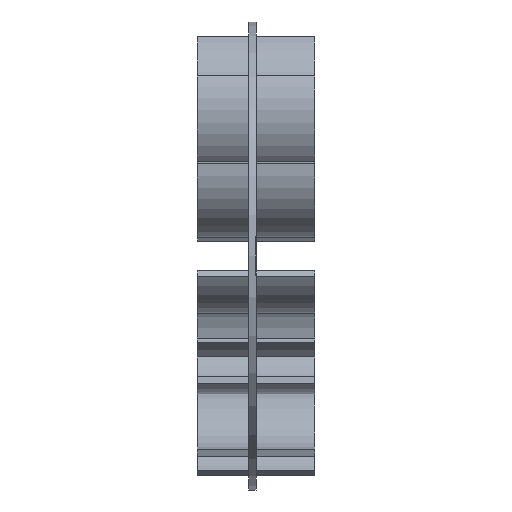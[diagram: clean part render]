
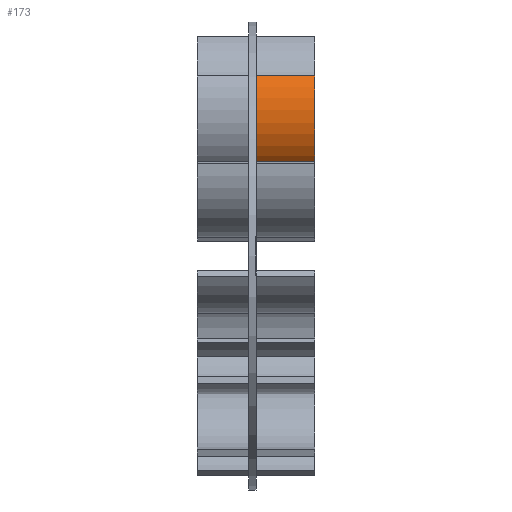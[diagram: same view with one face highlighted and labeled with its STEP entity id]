
A CAD part, left-side view. The second image highlights one B-rep face of the part: STEP entity #173.
In plain terms, the highlighted cylindrical face has radius 31.742 mm (diameter 63.484 mm), a partial arc.
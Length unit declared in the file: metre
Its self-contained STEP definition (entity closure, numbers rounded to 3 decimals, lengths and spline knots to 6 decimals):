
#173 = ADVANCED_FACE( '', ( #424 ), #425, .T. );
#424 = FACE_OUTER_BOUND( '', #700, .T. );
#425 = CYLINDRICAL_SURFACE( '', #701, 0.031742 );
#700 = EDGE_LOOP( '', ( #1526, #1527, #1528, #1529 ) );
#701 = AXIS2_PLACEMENT_3D( '', #1530, #1531, #1532 );
#1526 = ORIENTED_EDGE( '', *, *, #1976, .F. );
#1527 = ORIENTED_EDGE( '', *, *, #1744, .F. );
#1528 = ORIENTED_EDGE( '', *, *, #1977, .T. );
#1529 = ORIENTED_EDGE( '', *, *, #1881, .T. );
#1530 = CARTESIAN_POINT( '', ( -0.028108, 0.0254, 0.061873 ) );
#1531 = DIRECTION( '', ( 0., 1., 0. ) );
#1532 = DIRECTION( '', ( 0.5, 0., 0.866 ) );
#1744 = EDGE_CURVE( '', #2072, #2073, #2074, .T. );
#1881 = EDGE_CURVE( '', #2317, #2318, #2319, .T. );
#1976 = EDGE_CURVE( '', #2073, #2318, #2464, .T. );
#1977 = EDGE_CURVE( '', #2072, #2317, #2465, .T. );
#2072 = VERTEX_POINT( '', #2576 );
#2073 = VERTEX_POINT( '', #2577 );
#2074 = CIRCLE( '', #2578, 0.031742 );
#2317 = VERTEX_POINT( '', #2904 );
#2318 = VERTEX_POINT( '', #2905 );
#2319 = CIRCLE( '', #2906, 0.031742 );
#2464 = LINE( '', #3120, #3121 );
#2465 = LINE( '', #3122, #3123 );
#2576 = CARTESIAN_POINT( '', ( -0.046516, 0., 0.036014 ) );
#2577 = CARTESIAN_POINT( '', ( -0.055353, 0., 0.078159 ) );
#2578 = AXIS2_PLACEMENT_3D( '', #3244, #3245, #3246 );
#2904 = CARTESIAN_POINT( '', ( -0.046516, -0.0254, 0.036014 ) );
#2905 = CARTESIAN_POINT( '', ( -0.055353, -0.0254, 0.078159 ) );
#2906 = AXIS2_PLACEMENT_3D( '', #3489, #3490, #3491 );
#3120 = CARTESIAN_POINT( '', ( -0.055353, 0.0254, 0.078159 ) );
#3121 = VECTOR( '', #3636, 1. );
#3122 = CARTESIAN_POINT( '', ( -0.046516, 0.0254, 0.036014 ) );
#3123 = VECTOR( '', #3637, 1. );
#3244 = CARTESIAN_POINT( '', ( -0.028108, 0., 0.061873 ) );
#3245 = DIRECTION( '', ( 0., 1., 0. ) );
#3246 = DIRECTION( '', ( -0.5, 0., -0.866 ) );
#3489 = CARTESIAN_POINT( '', ( -0.028108, -0.0254, 0.061873 ) );
#3490 = DIRECTION( '', ( 0., 1., 0. ) );
#3491 = DIRECTION( '', ( -0.5, 0., -0.866 ) );
#3636 = DIRECTION( '', ( 0., -1., 0. ) );
#3637 = DIRECTION( '', ( 0., -1., 0. ) );
